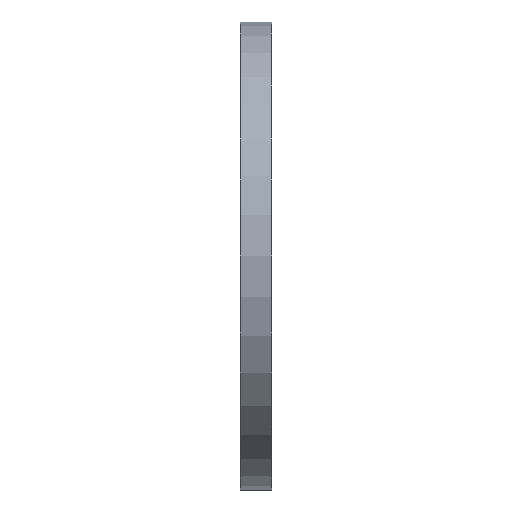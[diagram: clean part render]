
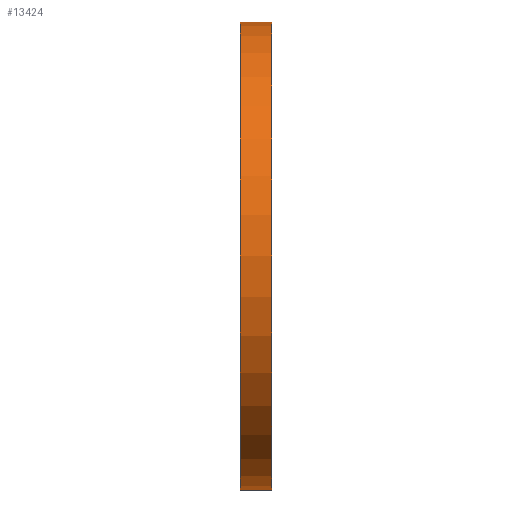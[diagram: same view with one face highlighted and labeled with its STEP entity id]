
A CAD part, left-side view. The second image highlights one B-rep face of the part: STEP entity #13424.
In plain terms, the highlighted cylindrical face has radius 75 mm (diameter 150 mm), a partial arc.
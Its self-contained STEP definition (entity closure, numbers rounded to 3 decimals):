
#242 = CARTESIAN_POINT ( 'NONE',  ( 0., 5., -75. ) ) ;
#810 = DIRECTION ( 'NONE',  ( 0., -1., 0. ) ) ;
#949 = CARTESIAN_POINT ( 'NONE',  ( 0., 5., 75. ) ) ;
#1133 = CARTESIAN_POINT ( 'NONE',  ( 0., 5., 0. ) ) ;
#1263 = DIRECTION ( 'NONE',  ( 0., 0., -1. ) ) ;
#1503 = AXIS2_PLACEMENT_3D ( 'NONE', #1133, #4584, #1263 ) ;
#1771 = VECTOR ( 'NONE', #5835, 1000. ) ;
#2000 = EDGE_LOOP ( 'NONE', ( #4237, #8461, #4997, #7275 ) ) ;
#2739 = CARTESIAN_POINT ( 'NONE',  ( 0., 5., 75. ) ) ;
#2967 = CARTESIAN_POINT ( 'NONE',  ( 0., 5., -75. ) ) ;
#3359 = CARTESIAN_POINT ( 'NONE',  ( 0., 5., 0. ) ) ;
#3819 = CARTESIAN_POINT ( 'NONE',  ( 0., -5., 0. ) ) ;
#3830 = FACE_OUTER_BOUND ( 'NONE', #2000, .T. ) ;
#4237 = ORIENTED_EDGE ( 'NONE', *, *, #11047, .F. ) ;
#4269 = AXIS2_PLACEMENT_3D ( 'NONE', #3819, #12474, #4986 ) ;
#4397 = CARTESIAN_POINT ( 'NONE',  ( 0., -5., -75. ) ) ;
#4466 = DIRECTION ( 'NONE',  ( 0., 1., 0. ) ) ;
#4584 = DIRECTION ( 'NONE',  ( 0., -1., 0. ) ) ;
#4986 = DIRECTION ( 'NONE',  ( 0., 0., 1. ) ) ;
#4997 = ORIENTED_EDGE ( 'NONE', *, *, #13027, .T. ) ;
#5070 = VERTEX_POINT ( 'NONE', #4397 ) ;
#5835 = DIRECTION ( 'NONE',  ( 0., -1., 0. ) ) ;
#6460 = VECTOR ( 'NONE', #810, 1000. ) ;
#7275 = ORIENTED_EDGE ( 'NONE', *, *, #9577, .T. ) ;
#8461 = ORIENTED_EDGE ( 'NONE', *, *, #10846, .F. ) ;
#9191 = AXIS2_PLACEMENT_3D ( 'NONE', #3359, #4466, #13273 ) ;
#9543 = CIRCLE ( 'NONE', #9191, 75. ) ;
#9577 = EDGE_CURVE ( 'NONE', #5070, #9895, #9747, .T. ) ;
#9747 = CIRCLE ( 'NONE', #4269, 75. ) ;
#9895 = VERTEX_POINT ( 'NONE', #10577 ) ;
#10363 = CYLINDRICAL_SURFACE ( 'NONE', #1503, 75. ) ;
#10535 = LINE ( 'NONE', #242, #1771 ) ;
#10577 = CARTESIAN_POINT ( 'NONE',  ( 0., -5., 75. ) ) ;
#10846 = EDGE_CURVE ( 'NONE', #12765, #12256, #9543, .T. ) ;
#11047 = EDGE_CURVE ( 'NONE', #12256, #9895, #13981, .T. ) ;
#12256 = VERTEX_POINT ( 'NONE', #2739 ) ;
#12474 = DIRECTION ( 'NONE',  ( 0., 1., 0. ) ) ;
#12765 = VERTEX_POINT ( 'NONE', #2967 ) ;
#13027 = EDGE_CURVE ( 'NONE', #12765, #5070, #10535, .T. ) ;
#13273 = DIRECTION ( 'NONE',  ( 0., 0., 1. ) ) ;
#13424 = ADVANCED_FACE ( 'NONE', ( #3830 ), #10363, .T. ) ;
#13981 = LINE ( 'NONE', #949, #6460 ) ;
